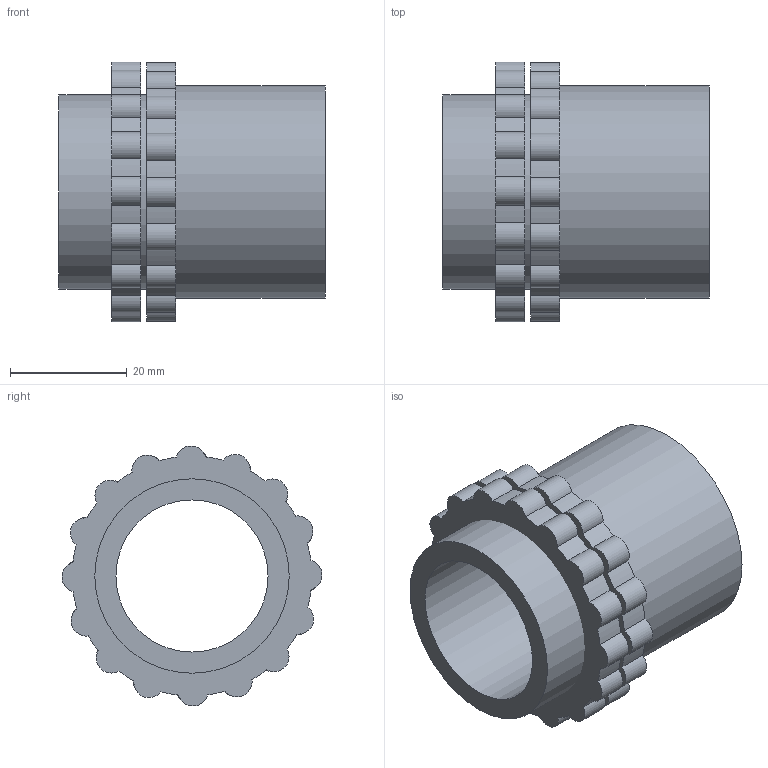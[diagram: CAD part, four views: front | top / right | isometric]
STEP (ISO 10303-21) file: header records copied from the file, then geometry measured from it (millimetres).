
FILE_DESCRIPTION(('STEP AP203'), '1');
FILE_NAME('Ìóôòà ââîäíàÿ äëÿ ìåòàëëîðóêàâà ïëàñòèêîâàÿ ÌÂÏ-25', '', ('UNSPECIFIED'), ('UNSPECIFIED'), 'ASCON STEP Converter 1.6', 'ASCON Math Kernel', '');
FILE_SCHEMA(('CONFIG_CONTROL_DESIGN'));
Length unit declared in the file: millimetre
Products named in the file (1): -05
Bounding box: 45.5 x 44.45 x 44.45 mm (x, y, z)
Volume: 18091.3 mm3; surface area: 14778.7 mm2
Topology: 2 solids, 2 shells, 85 faces, 236 edges, 158 vertices
Faces by surface type: cylinder 73, plane 9, bspline 3
Full cylindrical faces by diameter (mm): 26 x1, 31.6 x1, 32.5 x3, 33.249 x1, 36.3 x1
Entity records: 5904 total; most frequent: CARTESIAN_POINT 2910, DIRECTION 520, ORIENTED_EDGE 460, EDGE_CURVE 230, AXIS2_PLACEMENT_3D 223, VERTEX_POINT 158, CIRCLE 140, EDGE_LOOP 98
